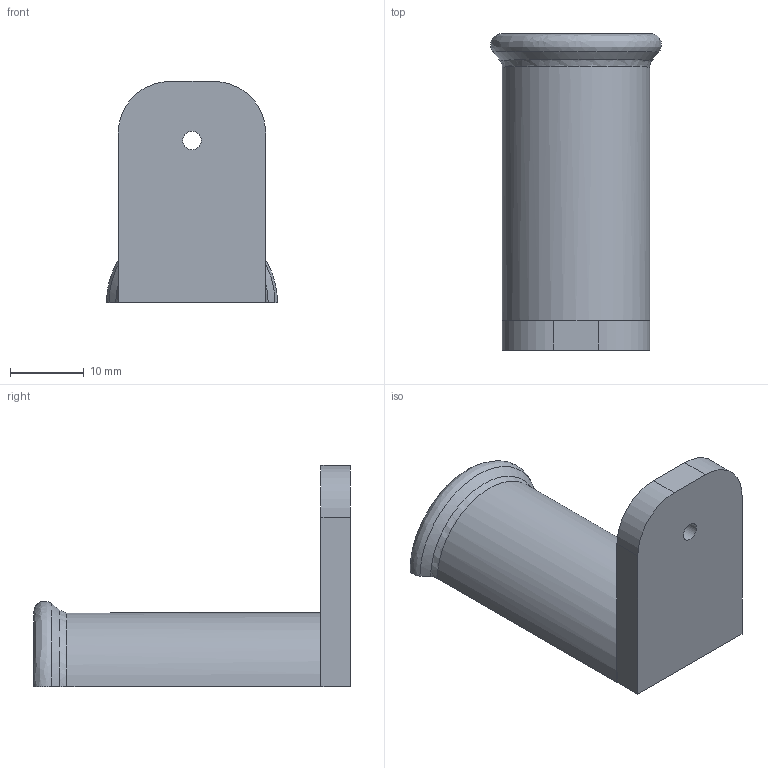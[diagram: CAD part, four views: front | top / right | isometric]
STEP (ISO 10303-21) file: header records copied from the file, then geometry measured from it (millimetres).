
FILE_DESCRIPTION(/* description */ (''),/* implementation_level */ '2;1');
FILE_NAME(/* name */ 'medal hanger v1.stp',/* time_stamp */ '2025-09-12T00:13:54+02:00',/* author */ (''),/* organization */ (''),/* preprocessor_version */ 'ST-DEVELOPER v20.1',/* originating_system */ 'Autodesk Translation Framework v14.10.0.0',/* authorisation */ '');
FILE_SCHEMA (('AUTOMOTIVE_DESIGN { 1 0 10303 214 3 1 1 }'));
Length unit declared in the file: millimetre
Products named in the file (1): medal hanger
Bounding box: 23.2 x 43 x 30 mm (x, y, z)
Volume: 8567.5 mm3; surface area: 3631.3 mm2
Topology: 1 solids, 1 shells, 14 faces, 34 edges, 22 vertices
Faces by surface type: plane 7, cylinder 4, bspline 3
Full cylindrical faces by diameter (mm): 2.5 x1
Entity records: 634 total; most frequent: CARTESIAN_POINT 284, ORIENTED_EDGE 68, DIRECTION 57, EDGE_CURVE 34, VERTEX_POINT 22, LINE 19, VECTOR 19, AXIS2_PLACEMENT_3D 19
